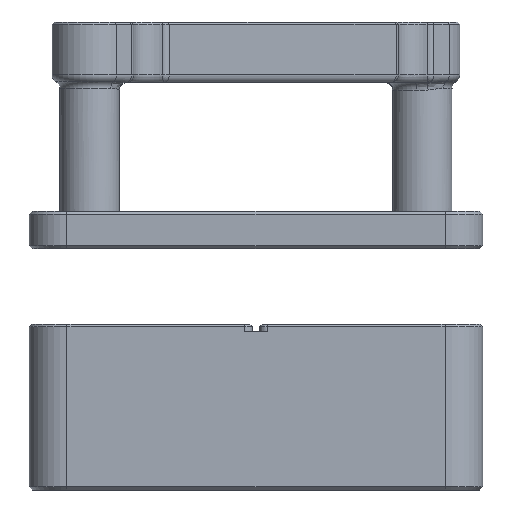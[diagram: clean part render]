
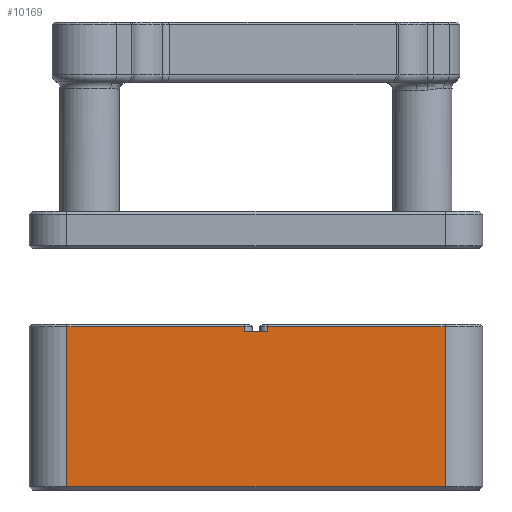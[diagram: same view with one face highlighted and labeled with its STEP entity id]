
A CAD part, front view. The second image highlights one B-rep face of the part: STEP entity #10169.
In plain terms, the highlighted planar face has unit normal (0, -1, 0).
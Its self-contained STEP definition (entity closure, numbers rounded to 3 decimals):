
#351=PLANE('',#11087);
#662=LINE('',#15934,#1668);
#691=LINE('',#16038,#1697);
#917=LINE('',#16610,#1923);
#1015=LINE('',#16933,#2021);
#1023=LINE('',#16948,#2029);
#1024=LINE('',#16950,#2030);
#1025=LINE('',#16951,#2031);
#1026=LINE('',#16952,#2032);
#1668=VECTOR('',#12151,10.);
#1697=VECTOR('',#12256,10.);
#1923=VECTOR('',#12798,10.);
#2021=VECTOR('',#13162,10.);
#2029=VECTOR('',#13184,10.);
#2030=VECTOR('',#13187,10.);
#2031=VECTOR('',#13188,10.);
#2032=VECTOR('',#13189,10.);
#3032=FACE_OUTER_BOUND('',#3682,.T.);
#3682=EDGE_LOOP('',(#8249,#8250,#8251,#8252,#8253,#8254,#8255,#8256));
#4656=VERTEX_POINT('',#15931);
#4657=VERTEX_POINT('',#15933);
#4692=VERTEX_POINT('',#16030);
#4694=VERTEX_POINT('',#16036);
#4880=VERTEX_POINT('',#16602);
#4882=VERTEX_POINT('',#16608);
#4941=VERTEX_POINT('',#16838);
#4970=VERTEX_POINT('',#16929);
#5630=EDGE_CURVE('',#4657,#4656,#662,.T.);
#5683=EDGE_CURVE('',#4694,#4692,#691,.T.);
#5969=EDGE_CURVE('',#4882,#4880,#917,.T.);
#6130=EDGE_CURVE('',#4941,#4970,#1015,.T.);
#6138=EDGE_CURVE('',#4970,#4694,#1023,.T.);
#6139=EDGE_CURVE('',#4657,#4941,#1024,.T.);
#6140=EDGE_CURVE('',#4880,#4656,#1025,.T.);
#6141=EDGE_CURVE('',#4882,#4692,#1026,.T.);
#8249=ORIENTED_EDGE('',*,*,#5683,.F.);
#8250=ORIENTED_EDGE('',*,*,#6138,.F.);
#8251=ORIENTED_EDGE('',*,*,#6130,.F.);
#8252=ORIENTED_EDGE('',*,*,#6139,.F.);
#8253=ORIENTED_EDGE('',*,*,#5630,.T.);
#8254=ORIENTED_EDGE('',*,*,#6140,.F.);
#8255=ORIENTED_EDGE('',*,*,#5969,.F.);
#8256=ORIENTED_EDGE('',*,*,#6141,.T.);
#10169=ADVANCED_FACE('',(#3032),#351,.T.);
#11087=AXIS2_PLACEMENT_3D('',#16949,#13185,#13186);
#12151=DIRECTION('',(-1.,0.,0.));
#12256=DIRECTION('',(-1.,0.,0.));
#12798=DIRECTION('',(1.,0.,0.));
#13162=DIRECTION('',(1.,0.,0.));
#13184=DIRECTION('',(0.,0.,-1.));
#13185=DIRECTION('center_axis',(0.,-1.,0.));
#13186=DIRECTION('ref_axis',(-1.,0.,0.));
#13187=DIRECTION('',(0.,0.,1.));
#13188=DIRECTION('',(0.,0.,-1.));
#13189=DIRECTION('',(0.,0.,-1.));
#15931=CARTESIAN_POINT('',(-1.5,-30.,-1.));
#15933=CARTESIAN_POINT('',(1.5,-30.,-1.));
#15934=CARTESIAN_POINT('',(12.5,-30.,-1.));
#16030=CARTESIAN_POINT('',(-25.,-30.,-21.5));
#16036=CARTESIAN_POINT('',(25.,-30.,-21.5));
#16038=CARTESIAN_POINT('',(12.5,-30.,-21.5));
#16602=CARTESIAN_POINT('',(-1.5,-30.,-0.3));
#16608=CARTESIAN_POINT('',(-25.,-30.,-0.3));
#16610=CARTESIAN_POINT('',(12.5,-30.,-0.3));
#16838=CARTESIAN_POINT('',(1.5,-30.,-0.3));
#16929=CARTESIAN_POINT('',(25.,-30.,-0.3));
#16933=CARTESIAN_POINT('',(12.5,-30.,-0.3));
#16948=CARTESIAN_POINT('',(25.,-30.,0.));
#16949=CARTESIAN_POINT('Origin',(25.,-30.,0.));
#16950=CARTESIAN_POINT('',(1.5,-30.,0.));
#16951=CARTESIAN_POINT('',(-1.5,-30.,0.));
#16952=CARTESIAN_POINT('',(-25.,-30.,0.));
